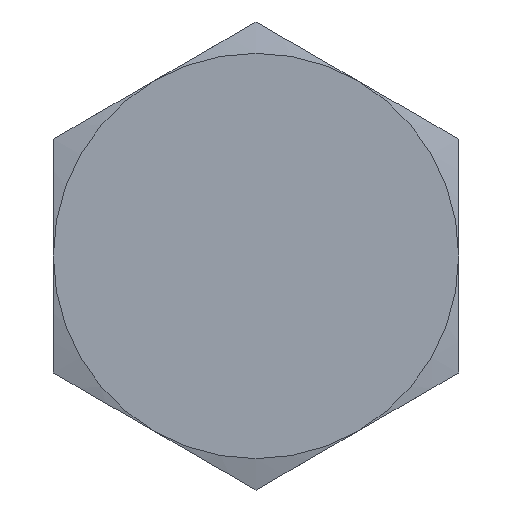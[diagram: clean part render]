
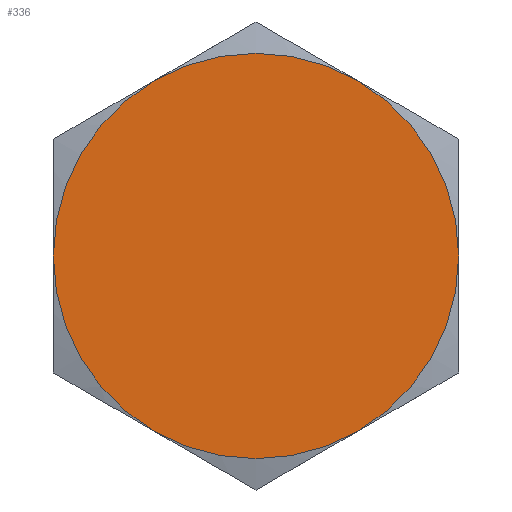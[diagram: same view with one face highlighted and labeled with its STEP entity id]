
A CAD part, left-side view. The second image highlights one B-rep face of the part: STEP entity #336.
In plain terms, the highlighted planar face has unit normal (-1, 0, 0).
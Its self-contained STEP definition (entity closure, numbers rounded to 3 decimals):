
#40=PLANE('',#378);
#64=FACE_OUTER_BOUND('',#92,.T.);
#92=EDGE_LOOP('',(#293,#294,#295,#296,#297,#298));
#99=CIRCLE('',#352,6.);
#100=CIRCLE('',#354,6.);
#101=CIRCLE('',#356,6.);
#102=CIRCLE('',#358,6.);
#103=CIRCLE('',#360,6.);
#104=CIRCLE('',#362,6.);
#146=VERTEX_POINT('',#530);
#147=VERTEX_POINT('',#534);
#149=VERTEX_POINT('',#541);
#151=VERTEX_POINT('',#551);
#153=VERTEX_POINT('',#564);
#155=VERTEX_POINT('',#574);
#181=EDGE_CURVE('',#146,#147,#99,.T.);
#184=EDGE_CURVE('',#149,#146,#100,.T.);
#187=EDGE_CURVE('',#151,#149,#101,.T.);
#189=EDGE_CURVE('',#153,#151,#102,.T.);
#192=EDGE_CURVE('',#155,#153,#103,.T.);
#195=EDGE_CURVE('',#147,#155,#104,.T.);
#293=ORIENTED_EDGE('',*,*,#195,.T.);
#294=ORIENTED_EDGE('',*,*,#192,.T.);
#295=ORIENTED_EDGE('',*,*,#189,.T.);
#296=ORIENTED_EDGE('',*,*,#187,.T.);
#297=ORIENTED_EDGE('',*,*,#184,.T.);
#298=ORIENTED_EDGE('',*,*,#181,.T.);
#336=ADVANCED_FACE('',(#64),#40,.T.);
#352=AXIS2_PLACEMENT_3D('',#538,#407,#408);
#354=AXIS2_PLACEMENT_3D('',#548,#411,#412);
#356=AXIS2_PLACEMENT_3D('',#558,#415,#416);
#358=AXIS2_PLACEMENT_3D('',#565,#419,#420);
#360=AXIS2_PLACEMENT_3D('',#575,#423,#424);
#362=AXIS2_PLACEMENT_3D('',#584,#427,#428);
#378=AXIS2_PLACEMENT_3D('',#613,#465,#466);
#407=DIRECTION('center_axis',(-1.,0.,0.));
#408=DIRECTION('ref_axis',(0.,1.,0.));
#411=DIRECTION('center_axis',(-1.,0.,0.));
#412=DIRECTION('ref_axis',(0.,1.,0.));
#415=DIRECTION('center_axis',(-1.,0.,0.));
#416=DIRECTION('ref_axis',(0.,1.,0.));
#419=DIRECTION('center_axis',(-1.,0.,0.));
#420=DIRECTION('ref_axis',(0.,1.,0.));
#423=DIRECTION('center_axis',(-1.,0.,0.));
#424=DIRECTION('ref_axis',(0.,1.,0.));
#427=DIRECTION('center_axis',(-1.,0.,0.));
#428=DIRECTION('ref_axis',(0.,1.,0.));
#465=DIRECTION('center_axis',(-1.,0.,0.));
#466=DIRECTION('ref_axis',(0.,0.,1.));
#530=CARTESIAN_POINT('',(0.,3.,-5.196));
#534=CARTESIAN_POINT('',(0.,-3.,-5.196));
#538=CARTESIAN_POINT('Origin',(0.,0.,0.));
#541=CARTESIAN_POINT('',(0.,6.,0.));
#548=CARTESIAN_POINT('Origin',(0.,0.,0.));
#551=CARTESIAN_POINT('',(0.,3.,5.196));
#558=CARTESIAN_POINT('Origin',(0.,0.,0.));
#564=CARTESIAN_POINT('',(0.,-3.,5.196));
#565=CARTESIAN_POINT('Origin',(0.,0.,0.));
#574=CARTESIAN_POINT('',(0.,-6.,0.));
#575=CARTESIAN_POINT('Origin',(0.,0.,0.));
#584=CARTESIAN_POINT('Origin',(0.,0.,0.));
#613=CARTESIAN_POINT('Origin',(0.,7.,0.));
